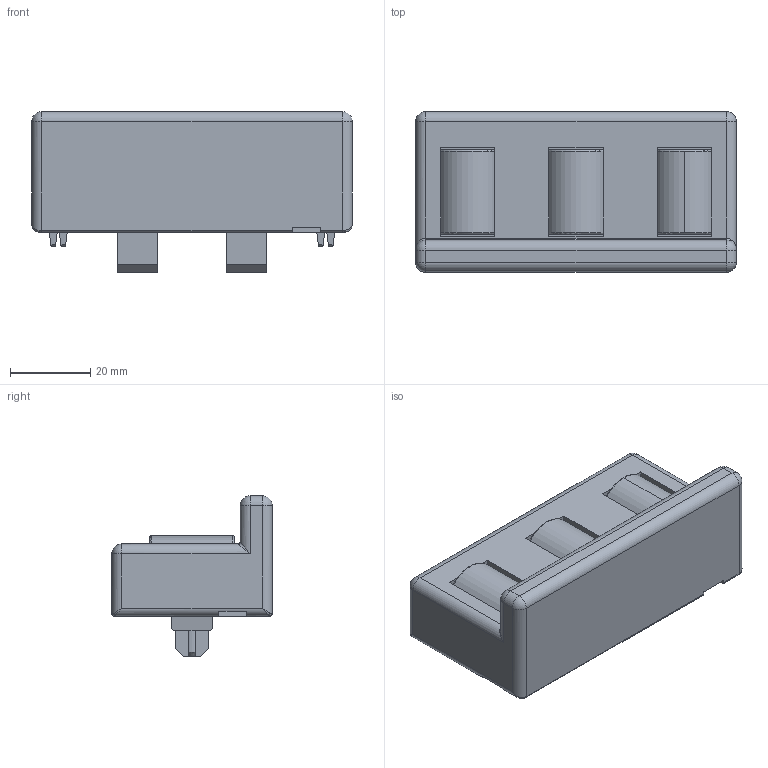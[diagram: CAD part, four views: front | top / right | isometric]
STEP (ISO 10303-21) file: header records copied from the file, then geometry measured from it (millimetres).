
FILE_DESCRIPTION (( 'STEP AP203' ), '1' );
FILE_NAME ('405800300_c_1.STEP', '2023-03-11T03:16:02', ( '' ), ( '' ), 'SwSTEP 2.0', 'SolidWorks 2014', '' );
FILE_SCHEMA (( 'CONFIG_CONTROL_DESIGN' ));
Length unit declared in the file: millimetre
Products named in the file (1): 405800300_c_1
Bounding box: 80 x 40 x 40 mm (x, y, z)
Volume: 66828.8 mm3; surface area: 14166.1 mm2
Topology: 1 solids, 1 shells, 168 faces, 442 edges, 273 vertices
Faces by surface type: plane 94, cylinder 46, torus 10, cone 6, bspline 6, sphere 6
Entity records: 6303 total; most frequent: CARTESIAN_POINT 2271, ORIENTED_EDGE 860, DIRECTION 769, EDGE_CURVE 430, LINE 277, VECTOR 277, VERTEX_POINT 273, AXIS2_PLACEMENT_3D 246
